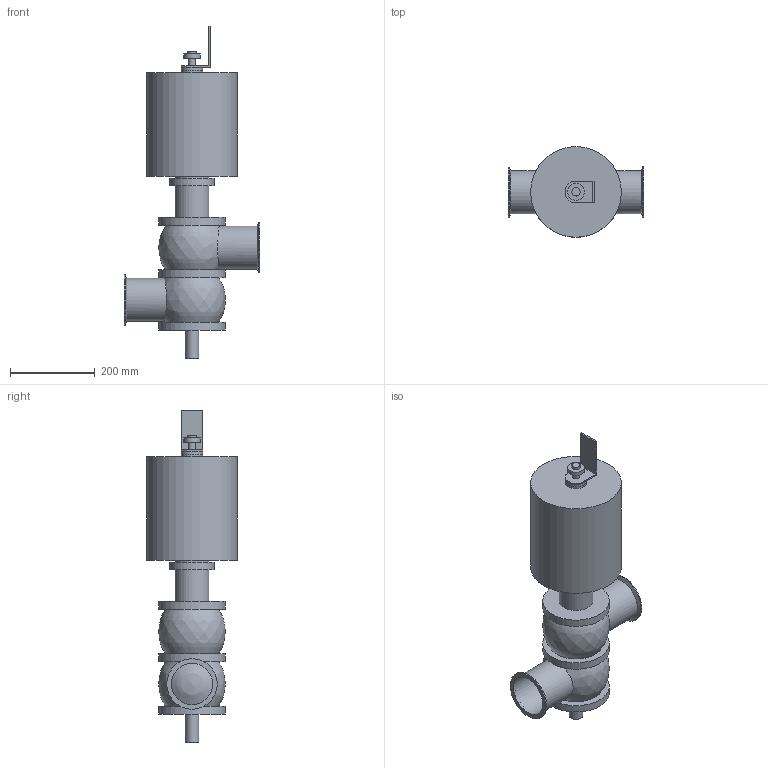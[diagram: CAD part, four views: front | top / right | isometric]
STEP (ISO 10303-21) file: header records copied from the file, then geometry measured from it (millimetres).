
FILE_DESCRIPTION(/* description */ (''),/* implementation_level */ '2;1');
FILE_NAME(/* name */ 'DUC2A_40.stp',/* time_stamp */ '2021-08-23T09:37:31+09:00',/* author */ ('m'),/* organization */ (''),/* preprocessor_version */ 'ST-DEVELOPER v18.1',/* originating_system */ 'Autodesk Inventor 2021',/* authorisation */ '');
FILE_SCHEMA (('AUTOMOTIVE_DESIGN { 1 0 10303 214 3 1 1 }'));
Length unit declared in the file: millimetre
Products named in the file (3): DUC2A_40; DUC2A20MJ000-1P(GR)-C-C--304-E9D-40; SQLS [SW=0]
Assembly tree (2 placements, depth 2):
  DUC2A_40
    DUC2A20MJ000-1P(GR)-C-C--304-E9D-40
    SQLS [SW=0]
Bounding box: 320 x 214 x 783.3 mm (x, y, z)
Volume: 14280649.6 mm3; surface area: 624991.1 mm2
Topology: 2 solids, 2 shells, 56 faces, 102 edges, 66 vertices
Faces by surface type: plane 30, cylinder 20, bspline 4, cone 2
Full cylindrical faces by diameter (mm): 16 x1, 19.5 x1, 26 x1, 32 x1, 40 x1, 50 x2, 80 x2, 97.6 x2, 101.6 x2, 105 x1, 119 x2, 157.5 x3, 214 x1
Entity records: 1746 total; most frequent: CARTESIAN_POINT 517, DIRECTION 249, ORIENTED_EDGE 204, EDGE_CURVE 102, AXIS2_PLACEMENT_3D 100, EDGE_LOOP 72, VERTEX_POINT 66, FACE_OUTER_BOUND 56
